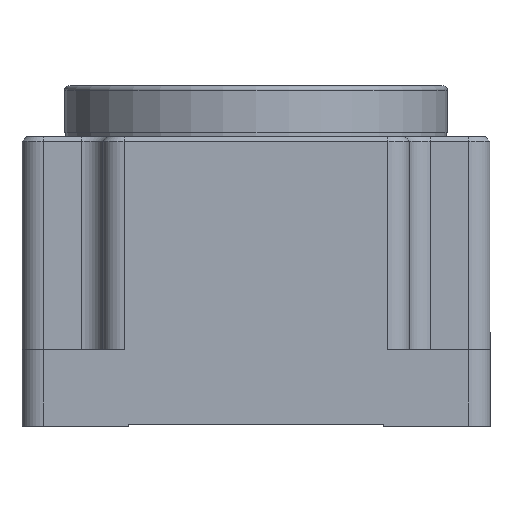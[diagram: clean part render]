
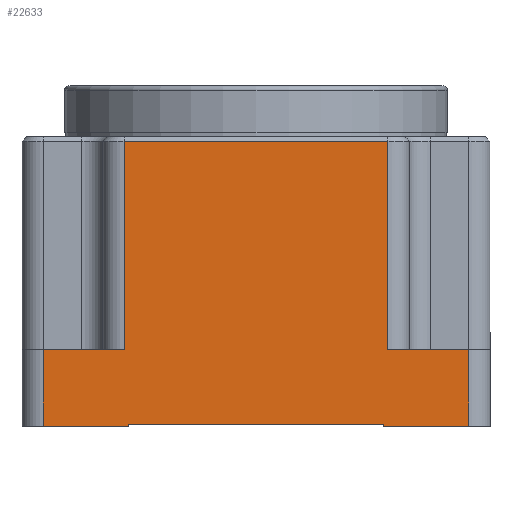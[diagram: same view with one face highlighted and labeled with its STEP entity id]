
A CAD part, left-side view. The second image highlights one B-rep face of the part: STEP entity #22633.
In plain terms, the highlighted planar face has unit normal (-1, 0, 0).
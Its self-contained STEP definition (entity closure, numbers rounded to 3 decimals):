
#298 = DIRECTION ( 'NONE',  ( 0., 0., -1. ) ) ;
#346 = CARTESIAN_POINT ( 'NONE',  ( -55., 31., 68. ) ) ;
#396 = LINE ( 'NONE', #346, #4126 ) ;
#1580 = VERTEX_POINT ( 'NONE', #5373 ) ;
#2161 = CARTESIAN_POINT ( 'NONE',  ( -55., -31., 18. ) ) ;
#2979 = EDGE_CURVE ( 'NONE', #1580, #29039, #5877, .T. ) ;
#3151 = VECTOR ( 'NONE', #33048, 1000. ) ;
#3204 = VERTEX_POINT ( 'NONE', #2161 ) ;
#3490 = CARTESIAN_POINT ( 'NONE',  ( -55., 31., 18. ) ) ;
#4113 = VERTEX_POINT ( 'NONE', #20514 ) ;
#4126 = VECTOR ( 'NONE', #298, 1000. ) ;
#5009 = EDGE_CURVE ( 'NONE', #4113, #31685, #35877, .T. ) ;
#5129 = EDGE_CURVE ( 'NONE', #20403, #1580, #33217, .T. ) ;
#5373 = CARTESIAN_POINT ( 'NONE',  ( -55., -30., 0. ) ) ;
#5386 = VECTOR ( 'NONE', #29404, 1000. ) ;
#5516 = DIRECTION ( 'NONE',  ( 0., 0., -1. ) ) ;
#5548 = CARTESIAN_POINT ( 'NONE',  ( -55., 50., 68. ) ) ;
#5585 = LINE ( 'NONE', #5548, #19961 ) ;
#5620 = VECTOR ( 'NONE', #5789, 1000. ) ;
#5789 = DIRECTION ( 'NONE',  ( 0., -1., 0. ) ) ;
#5842 = CARTESIAN_POINT ( 'NONE',  ( -55., -55., 0. ) ) ;
#5877 = LINE ( 'NONE', #5842, #5620 ) ;
#6482 = ORIENTED_EDGE ( 'NONE', *, *, #11446, .F. ) ;
#6559 = AXIS2_PLACEMENT_3D ( 'NONE', #15312, #15268, #15238 ) ;
#8147 = CARTESIAN_POINT ( 'NONE',  ( -55., -50., 18. ) ) ;
#8320 = EDGE_CURVE ( 'NONE', #4113, #27865, #5585, .T. ) ;
#8974 = EDGE_CURVE ( 'NONE', #3204, #17074, #32399, .T. ) ;
#9253 = EDGE_CURVE ( 'NONE', #20403, #13863, #26406, .T. ) ;
#10312 = EDGE_CURVE ( 'NONE', #27865, #22493, #11736, .T. ) ;
#10945 = ORIENTED_EDGE ( 'NONE', *, *, #8320, .T. ) ;
#11446 = EDGE_CURVE ( 'NONE', #3204, #14869, #29467, .T. ) ;
#11524 = VECTOR ( 'NONE', #35785, 1000. ) ;
#11670 = DIRECTION ( 'NONE',  ( 0., -1., 0. ) ) ;
#11724 = CARTESIAN_POINT ( 'NONE',  ( -55., -55., 0. ) ) ;
#11736 = LINE ( 'NONE', #11724, #15775 ) ;
#12903 = CARTESIAN_POINT ( 'NONE',  ( -55., 50., 0. ) ) ;
#13081 = EDGE_CURVE ( 'NONE', #20038, #31685, #396, .T. ) ;
#13705 = CARTESIAN_POINT ( 'NONE',  ( -55., -30., 0.5 ) ) ;
#13863 = VERTEX_POINT ( 'NONE', #23647 ) ;
#14381 = ORIENTED_EDGE ( 'NONE', *, *, #19956, .F. ) ;
#14869 = VERTEX_POINT ( 'NONE', #8147 ) ;
#15238 = DIRECTION ( 'NONE',  ( 0., 0., -1. ) ) ;
#15268 = DIRECTION ( 'NONE',  ( 1., 0., 0. ) ) ;
#15312 = CARTESIAN_POINT ( 'NONE',  ( -55., -55., 68. ) ) ;
#15323 = PLANE ( 'NONE',  #6559 ) ;
#15359 = FACE_OUTER_BOUND ( 'NONE', #18996, .T. ) ;
#15398 = VECTOR ( 'NONE', #16767, 1000. ) ;
#15775 = VECTOR ( 'NONE', #11670, 1000. ) ;
#16767 = DIRECTION ( 'NONE',  ( 0., 0., 1. ) ) ;
#16776 = CARTESIAN_POINT ( 'NONE',  ( -55., -50., 68. ) ) ;
#16810 = LINE ( 'NONE', #16776, #15398 ) ;
#16915 = ORIENTED_EDGE ( 'NONE', *, *, #8974, .T. ) ;
#17074 = VERTEX_POINT ( 'NONE', #17388 ) ;
#17254 = CARTESIAN_POINT ( 'NONE',  ( -55., 30., 0. ) ) ;
#17382 = ORIENTED_EDGE ( 'NONE', *, *, #9253, .F. ) ;
#17388 = CARTESIAN_POINT ( 'NONE',  ( -55., -31., 67. ) ) ;
#18204 = CARTESIAN_POINT ( 'NONE',  ( -55., 31., 67. ) ) ;
#18594 = ORIENTED_EDGE ( 'NONE', *, *, #10312, .T. ) ;
#18996 = EDGE_LOOP ( 'NONE', ( #17382, #31523, #26801, #19415, #6482, #16915, #32004, #25977, #23854, #10945, #18594, #14381 ) ) ;
#19415 = ORIENTED_EDGE ( 'NONE', *, *, #33644, .T. ) ;
#19443 = DIRECTION ( 'NONE',  ( 0., 0., -1. ) ) ;
#19450 = CARTESIAN_POINT ( 'NONE',  ( -55., 30., 0.5 ) ) ;
#19492 = LINE ( 'NONE', #19450, #25499 ) ;
#19956 = EDGE_CURVE ( 'NONE', #13863, #22493, #19492, .T. ) ;
#19961 = VECTOR ( 'NONE', #5516, 1000. ) ;
#20038 = VERTEX_POINT ( 'NONE', #18204 ) ;
#20403 = VERTEX_POINT ( 'NONE', #13705 ) ;
#20514 = CARTESIAN_POINT ( 'NONE',  ( -55., 50., 18. ) ) ;
#21900 = EDGE_CURVE ( 'NONE', #17074, #20038, #25866, .T. ) ;
#22493 = VERTEX_POINT ( 'NONE', #17254 ) ;
#22633 = ADVANCED_FACE ( 'NONE', ( #15359 ), #15323, .F. ) ;
#23647 = CARTESIAN_POINT ( 'NONE',  ( -55., 30., 0.5 ) ) ;
#23854 = ORIENTED_EDGE ( 'NONE', *, *, #5009, .F. ) ;
#25499 = VECTOR ( 'NONE', #19443, 1000. ) ;
#25796 = DIRECTION ( 'NONE',  ( 0., 1., 0. ) ) ;
#25832 = CARTESIAN_POINT ( 'NONE',  ( -55., 31., 67. ) ) ;
#25866 = LINE ( 'NONE', #25832, #29300 ) ;
#25977 = ORIENTED_EDGE ( 'NONE', *, *, #13081, .T. ) ;
#26371 = DIRECTION ( 'NONE',  ( 0., 1., 0. ) ) ;
#26396 = CARTESIAN_POINT ( 'NONE',  ( -55., -30., 0.5 ) ) ;
#26406 = LINE ( 'NONE', #26396, #31255 ) ;
#26801 = ORIENTED_EDGE ( 'NONE', *, *, #2979, .T. ) ;
#27865 = VERTEX_POINT ( 'NONE', #12903 ) ;
#28974 = VECTOR ( 'NONE', #32333, 1000. ) ;
#29039 = VERTEX_POINT ( 'NONE', #35161 ) ;
#29300 = VECTOR ( 'NONE', #25796, 1000. ) ;
#29404 = DIRECTION ( 'NONE',  ( 0., -1., 0. ) ) ;
#29423 = CARTESIAN_POINT ( 'NONE',  ( -55., -55., 18. ) ) ;
#29467 = LINE ( 'NONE', #29423, #5386 ) ;
#31255 = VECTOR ( 'NONE', #26371, 1000. ) ;
#31523 = ORIENTED_EDGE ( 'NONE', *, *, #5129, .T. ) ;
#31685 = VERTEX_POINT ( 'NONE', #3490 ) ;
#32004 = ORIENTED_EDGE ( 'NONE', *, *, #21900, .T. ) ;
#32333 = DIRECTION ( 'NONE',  ( 0., 0., 1. ) ) ;
#32357 = CARTESIAN_POINT ( 'NONE',  ( -55., -31., 68. ) ) ;
#32399 = LINE ( 'NONE', #32357, #28974 ) ;
#33048 = DIRECTION ( 'NONE',  ( 0., 0., -1. ) ) ;
#33142 = CARTESIAN_POINT ( 'NONE',  ( -55., -30., 0.5 ) ) ;
#33217 = LINE ( 'NONE', #33142, #3151 ) ;
#33644 = EDGE_CURVE ( 'NONE', #29039, #14869, #16810, .T. ) ;
#35161 = CARTESIAN_POINT ( 'NONE',  ( -55., -50., 0. ) ) ;
#35785 = DIRECTION ( 'NONE',  ( 0., -1., 0. ) ) ;
#35794 = CARTESIAN_POINT ( 'NONE',  ( -55., -55., 18. ) ) ;
#35877 = LINE ( 'NONE', #35794, #11524 ) ;
